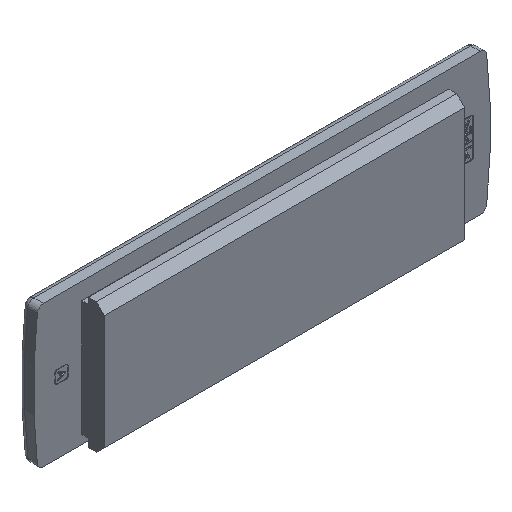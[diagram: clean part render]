
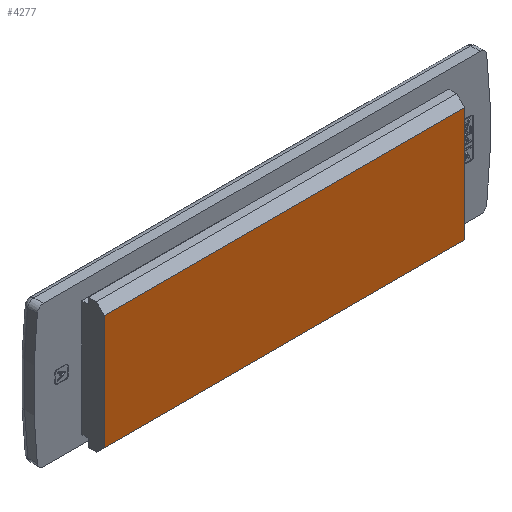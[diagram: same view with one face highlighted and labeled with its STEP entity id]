
A CAD part, isometric view. The second image highlights one B-rep face of the part: STEP entity #4277.
In plain terms, the highlighted planar face has unit normal (0, -1, 0).
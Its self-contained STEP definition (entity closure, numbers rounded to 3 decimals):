
#1183=FACE_OUTER_BOUND('',#6624,.T.);
#4277=ADVANCED_FACE('KES_ECO_T1',(#1183),#5264,.F.);
#5264=PLANE('',#24526);
#6624=EDGE_LOOP('',(#13322,#13323,#13324,#13325));
#7742=LINE('',#56782,#9601);
#7743=LINE('',#56785,#9602);
#7744=LINE('',#56787,#9603);
#7745=LINE('',#56789,#9604);
#9601=VECTOR('',#25438,1.);
#9602=VECTOR('',#25439,1.);
#9603=VECTOR('',#25440,1.);
#9604=VECTOR('',#25441,1.);
#13322=ORIENTED_EDGE('',*,*,#21828,.F.);
#13323=ORIENTED_EDGE('',*,*,#21829,.T.);
#13324=ORIENTED_EDGE('',*,*,#21830,.T.);
#13325=ORIENTED_EDGE('',*,*,#21831,.T.);
#19144=VERTEX_POINT('',#56783);
#19145=VERTEX_POINT('',#56784);
#19146=VERTEX_POINT('',#56786);
#19147=VERTEX_POINT('',#56788);
#21828=EDGE_CURVE('',#19144,#19145,#7742,.T.);
#21829=EDGE_CURVE('',#19144,#19146,#7743,.T.);
#21830=EDGE_CURVE('',#19146,#19147,#7744,.T.);
#21831=EDGE_CURVE('',#19147,#19145,#7745,.T.);
#24526=AXIS2_PLACEMENT_3D('',#56790,#25442,#25443);
#25438=DIRECTION('',(0.,0.,1.));
#25439=DIRECTION('',(1.,0.,0.));
#25440=DIRECTION('',(0.,0.,1.));
#25441=DIRECTION('',(-1.,0.,0.));
#25442=DIRECTION('',(0.,1.,0.));
#25443=DIRECTION('',(0.,0.,-1.));
#56782=CARTESIAN_POINT('',(-56.,0.,-21.987));
#56783=CARTESIAN_POINT('',(-56.,0.,-19.354));
#56784=CARTESIAN_POINT('',(-56.,0.,16.25));
#56785=CARTESIAN_POINT('',(56.,0.,-19.354));
#56786=CARTESIAN_POINT('',(56.,0.,-19.354));
#56787=CARTESIAN_POINT('',(56.,0.,-21.987));
#56788=CARTESIAN_POINT('',(56.,0.,16.25));
#56789=CARTESIAN_POINT('',(-56.,0.,16.25));
#56790=CARTESIAN_POINT('',(-55.75,0.,-17.75));
